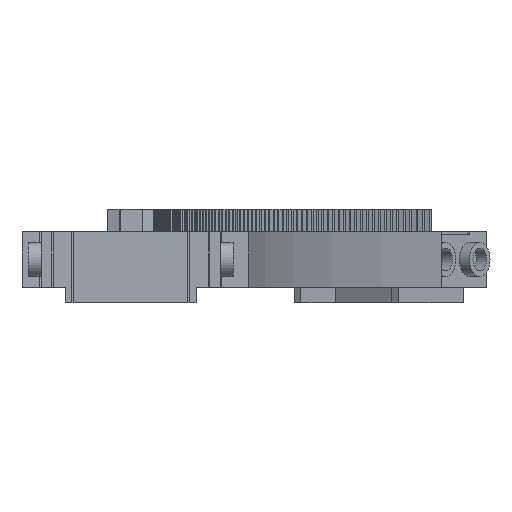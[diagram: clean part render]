
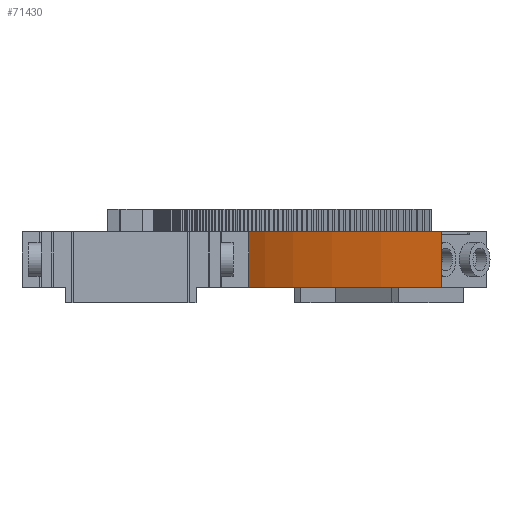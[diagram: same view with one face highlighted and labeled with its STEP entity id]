
A CAD part, front view. The second image highlights one B-rep face of the part: STEP entity #71430.
In plain terms, the highlighted cylindrical face has radius 184.1 mm (diameter 368.2 mm), a partial arc.
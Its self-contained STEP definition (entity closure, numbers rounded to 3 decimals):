
#314 = PLANE('',#315);
#315 = AXIS2_PLACEMENT_3D('',#316,#317,#318);
#316 = CARTESIAN_POINT('',(16.555,23.441,3.4));
#317 = DIRECTION('',(0.,0.,1.));
#318 = DIRECTION('',(-0.298,0.955,0.));
#36526 = VERTEX_POINT('',#36527);
#36527 = CARTESIAN_POINT('',(-1.03,-47.44,3.4));
#36543 = PLANE('',#36544);
#36544 = AXIS2_PLACEMENT_3D('',#36545,#36546,#36547);
#36545 = CARTESIAN_POINT('',(14.373,-47.44,-4.4));
#36546 = DIRECTION('',(0.,1.,0.));
#36547 = DIRECTION('',(0.,0.,1.));
#36555 = EDGE_CURVE('',#36526,#36556,#36558,.T.);
#36556 = VERTEX_POINT('',#36557);
#36557 = CARTESIAN_POINT('',(26.05,33.802,3.4));
#36558 = SURFACE_CURVE('',#36559,(#36564,#36575),.PCURVE_S1.);
#36559 = CIRCLE('',#36560,184.1);
#36560 = AXIS2_PLACEMENT_3D('',#36561,#36562,#36563);
#36561 = CARTESIAN_POINT('',(182.373,-63.44,3.4));
#36562 = DIRECTION('',(0.,0.,-1.));
#36563 = DIRECTION('',(-1.,0.,0.));
#36564 = PCURVE('',#314,#36565);
#36565 = DEFINITIONAL_REPRESENTATION('',(#36566),#36574);
#36566 = ( BOUNDED_CURVE() B_SPLINE_CURVE(2,(#36567,#36568,#36569,#36570
    ,#36571,#36572,#36573),.UNSPECIFIED.,.T.,.F.) 
B_SPLINE_CURVE_WITH_KNOTS((1,2,2,2,2,1),(-2.094,0.,
    2.094,4.189,6.283,8.378),
.UNSPECIFIED.) CURVE() GEOMETRIC_REPRESENTATION_ITEM() 
RATIONAL_B_SPLINE_CURVE((1.,0.5,1.,0.5,1.,0.5,1.)) REPRESENTATION_ITEM(
  '') );
#36567 = CARTESIAN_POINT('',(-77.478,43.356));
#36568 = CARTESIAN_POINT('',(226.889,-51.721));
#36569 = CARTESIAN_POINT('',(-7.634,-267.772));
#36570 = CARTESIAN_POINT('',(-242.156,-483.822));
#36571 = CARTESIAN_POINT('',(-312.,-172.695));
#36572 = CARTESIAN_POINT('',(-381.844,138.432));
#36573 = CARTESIAN_POINT('',(-77.478,43.356));
#36574 = ( GEOMETRIC_REPRESENTATION_CONTEXT(2) 
PARAMETRIC_REPRESENTATION_CONTEXT() REPRESENTATION_CONTEXT('2D SPACE',''
  ) );
#36575 = PCURVE('',#36576,#36581);
#36576 = CYLINDRICAL_SURFACE('',#36577,184.1);
#36577 = AXIS2_PLACEMENT_3D('',#36578,#36579,#36580);
#36578 = CARTESIAN_POINT('',(182.373,-63.44,3.4));
#36579 = DIRECTION('',(0.,0.,-1.));
#36580 = DIRECTION('',(-1.,0.,0.));
#36581 = DEFINITIONAL_REPRESENTATION('',(#36582),#36586);
#36582 = LINE('',#36583,#36584);
#36583 = CARTESIAN_POINT('',(0.,0.));
#36584 = VECTOR('',#36585,1.);
#36585 = DIRECTION('',(1.,0.));
#36586 = ( GEOMETRIC_REPRESENTATION_CONTEXT(2) 
PARAMETRIC_REPRESENTATION_CONTEXT() REPRESENTATION_CONTEXT('2D SPACE',''
  ) );
#36604 = PLANE('',#36605);
#36605 = AXIS2_PLACEMENT_3D('',#36606,#36607,#36608);
#36606 = CARTESIAN_POINT('',(-12.827,62.96,-4.4));
#36607 = DIRECTION('',(-0.6,-0.8,0.));
#36608 = DIRECTION('',(0.,0.,1.));
#68300 = PLANE('',#68301);
#68301 = AXIS2_PLACEMENT_3D('',#68302,#68303,#68304);
#68302 = CARTESIAN_POINT('',(-7.364,-0.194,-4.4));
#68303 = DIRECTION('',(-0.,-0.,1.));
#68304 = DIRECTION('',(0.316,0.949,0.));
#69841 = EDGE_CURVE('',#36526,#69842,#69844,.T.);
#69842 = VERTEX_POINT('',#69843);
#69843 = CARTESIAN_POINT('',(-1.03,-47.44,-4.4));
#69844 = SURFACE_CURVE('',#69845,(#69849,#69856),.PCURVE_S1.);
#69845 = LINE('',#69846,#69847);
#69846 = CARTESIAN_POINT('',(-1.03,-47.44,3.4));
#69847 = VECTOR('',#69848,1.);
#69848 = DIRECTION('',(0.,0.,-1.));
#69849 = PCURVE('',#36543,#69850);
#69850 = DEFINITIONAL_REPRESENTATION('',(#69851),#69855);
#69851 = LINE('',#69852,#69853);
#69852 = CARTESIAN_POINT('',(7.8,-15.403));
#69853 = VECTOR('',#69854,1.);
#69854 = DIRECTION('',(-1.,0.));
#69855 = ( GEOMETRIC_REPRESENTATION_CONTEXT(2) 
PARAMETRIC_REPRESENTATION_CONTEXT() REPRESENTATION_CONTEXT('2D SPACE',''
  ) );
#69856 = PCURVE('',#36576,#69857);
#69857 = DEFINITIONAL_REPRESENTATION('',(#69858),#69862);
#69858 = LINE('',#69859,#69860);
#69859 = CARTESIAN_POINT('',(0.087,0.));
#69860 = VECTOR('',#69861,1.);
#69861 = DIRECTION('',(0.,1.));
#69862 = ( GEOMETRIC_REPRESENTATION_CONTEXT(2) 
PARAMETRIC_REPRESENTATION_CONTEXT() REPRESENTATION_CONTEXT('2D SPACE',''
  ) );
#71388 = VERTEX_POINT('',#71389);
#71389 = CARTESIAN_POINT('',(26.05,33.802,-4.4));
#71410 = EDGE_CURVE('',#36556,#71388,#71411,.T.);
#71411 = SURFACE_CURVE('',#71412,(#71416,#71423),.PCURVE_S1.);
#71412 = LINE('',#71413,#71414);
#71413 = CARTESIAN_POINT('',(26.05,33.802,3.4));
#71414 = VECTOR('',#71415,1.);
#71415 = DIRECTION('',(0.,0.,-1.));
#71416 = PCURVE('',#36604,#71417);
#71417 = DEFINITIONAL_REPRESENTATION('',(#71418),#71422);
#71418 = LINE('',#71419,#71420);
#71419 = CARTESIAN_POINT('',(7.8,-48.597));
#71420 = VECTOR('',#71421,1.);
#71421 = DIRECTION('',(-1.,-0.));
#71422 = ( GEOMETRIC_REPRESENTATION_CONTEXT(2) 
PARAMETRIC_REPRESENTATION_CONTEXT() REPRESENTATION_CONTEXT('2D SPACE',''
  ) );
#71423 = PCURVE('',#36576,#71424);
#71424 = DEFINITIONAL_REPRESENTATION('',(#71425),#71429);
#71425 = LINE('',#71426,#71427);
#71426 = CARTESIAN_POINT('',(0.556,0.));
#71427 = VECTOR('',#71428,1.);
#71428 = DIRECTION('',(0.,1.));
#71429 = ( GEOMETRIC_REPRESENTATION_CONTEXT(2) 
PARAMETRIC_REPRESENTATION_CONTEXT() REPRESENTATION_CONTEXT('2D SPACE',''
  ) );
#71430 = ADVANCED_FACE('',(#71431),#36576,.F.);
#71431 = FACE_BOUND('',#71432,.F.);
#71432 = EDGE_LOOP('',(#71433,#71434,#71435,#71436));
#71433 = ORIENTED_EDGE('',*,*,#69841,.F.);
#71434 = ORIENTED_EDGE('',*,*,#36555,.T.);
#71435 = ORIENTED_EDGE('',*,*,#71410,.T.);
#71436 = ORIENTED_EDGE('',*,*,#71437,.F.);
#71437 = EDGE_CURVE('',#69842,#71388,#71438,.T.);
#71438 = SURFACE_CURVE('',#71439,(#71444,#71451),.PCURVE_S1.);
#71439 = CIRCLE('',#71440,184.1);
#71440 = AXIS2_PLACEMENT_3D('',#71441,#71442,#71443);
#71441 = CARTESIAN_POINT('',(182.373,-63.44,-4.4));
#71442 = DIRECTION('',(0.,0.,-1.));
#71443 = DIRECTION('',(-1.,0.,0.));
#71444 = PCURVE('',#36576,#71445);
#71445 = DEFINITIONAL_REPRESENTATION('',(#71446),#71450);
#71446 = LINE('',#71447,#71448);
#71447 = CARTESIAN_POINT('',(0.,7.8));
#71448 = VECTOR('',#71449,1.);
#71449 = DIRECTION('',(1.,0.));
#71450 = ( GEOMETRIC_REPRESENTATION_CONTEXT(2) 
PARAMETRIC_REPRESENTATION_CONTEXT() REPRESENTATION_CONTEXT('2D SPACE',''
  ) );
#71451 = PCURVE('',#68300,#71452);
#71452 = DEFINITIONAL_REPRESENTATION('',(#71453),#71461);
#71453 = ( BOUNDED_CURVE() B_SPLINE_CURVE(2,(#71454,#71455,#71456,#71457
    ,#71458,#71459,#71460),.UNSPECIFIED.,.T.,.F.) 
B_SPLINE_CURVE_WITH_KNOTS((1,2,2,2,2,1),(-2.094,0.,
    2.094,4.189,6.283,8.378),
.UNSPECIFIED.) CURVE() GEOMETRIC_REPRESENTATION_ITEM() 
RATIONAL_B_SPLINE_CURVE((1.,0.5,1.,0.5,1.,0.5,1.)) REPRESENTATION_ITEM(
  '') );
#71454 = CARTESIAN_POINT('',(-58.218,-25.347));
#71455 = CARTESIAN_POINT('',(244.29,75.488));
#71456 = CARTESIAN_POINT('',(180.362,-236.908));
#71457 = CARTESIAN_POINT('',(116.435,-549.305));
#71458 = CARTESIAN_POINT('',(-122.145,-337.744));
#71459 = CARTESIAN_POINT('',(-360.725,-126.183));
#71460 = CARTESIAN_POINT('',(-58.218,-25.347));
#71461 = ( GEOMETRIC_REPRESENTATION_CONTEXT(2) 
PARAMETRIC_REPRESENTATION_CONTEXT() REPRESENTATION_CONTEXT('2D SPACE',''
  ) );
